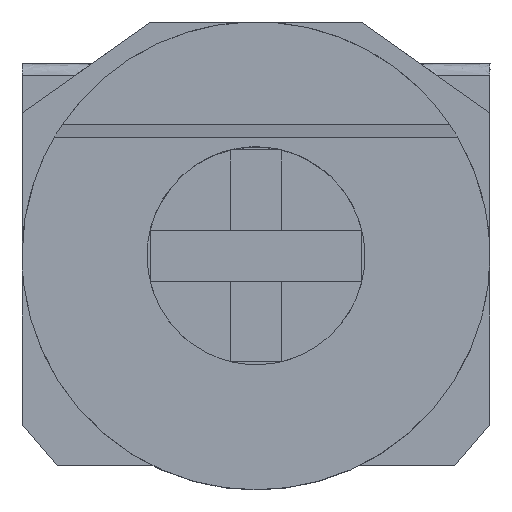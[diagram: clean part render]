
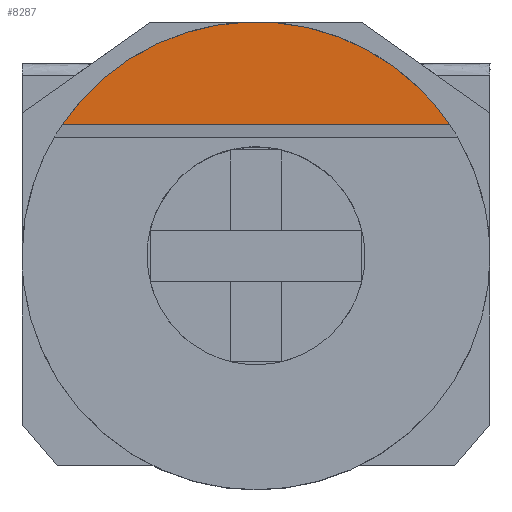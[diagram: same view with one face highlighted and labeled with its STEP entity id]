
A CAD part, top view. The second image highlights one B-rep face of the part: STEP entity #8287.
In plain terms, the highlighted planar face has unit normal (0, 0, 1).
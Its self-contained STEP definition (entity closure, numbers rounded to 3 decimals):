
#44 = ( BOUNDED_SURFACE() B_SPLINE_SURFACE(2,1,(
    (#45,#46)
    ,(#47,#48)
    ,(#49,#50)
    ,(#51,#52)
,(#53,#54
    )),.UNSPECIFIED.,.F.,.F.,.F.) B_SPLINE_SURFACE_WITH_KNOTS((3,2,3),(2
    ,2),(3.142,4.712,6.283),(0.,3.24),
.PIECEWISE_BEZIER_KNOTS.) GEOMETRIC_REPRESENTATION_ITEM() 
RATIONAL_B_SPLINE_SURFACE((
    (1.,1.)
    ,(0.707,0.707)
    ,(1.,1.)
    ,(0.707,0.707)
,(1.,1.))) REPRESENTATION_ITEM('') SURFACE() );
#45 = CARTESIAN_POINT('',(425.8,174.764,
    31.27));
#46 = CARTESIAN_POINT('',(425.8,174.764,
    28.03));
#47 = CARTESIAN_POINT('',(425.8,178.414,
    31.27));
#48 = CARTESIAN_POINT('',(425.8,178.414,
    28.03));
#49 = CARTESIAN_POINT('',(429.45,178.414,
    31.27));
#50 = CARTESIAN_POINT('',(429.45,178.414,
    28.03));
#51 = CARTESIAN_POINT('',(433.1,178.414,
    31.27));
#52 = CARTESIAN_POINT('',(433.1,178.414,
    28.03));
#53 = CARTESIAN_POINT('',(433.1,174.764,
    31.27));
#54 = CARTESIAN_POINT('',(433.1,174.764,
    28.03));
#201 = PLANE('',#202);
#202 = AXIS2_PLACEMENT_3D('',#203,#204,#205);
#203 = CARTESIAN_POINT('',(425.554,176.571,
    31.156));
#204 = DIRECTION('',(0.,0.986,0.164)
  );
#205 = DIRECTION('',(0.,-0.164,0.986)
  );
#338 = VERTEX_POINT('',#339);
#339 = CARTESIAN_POINT('',(432.47,176.814,
    29.7));
#384 = EDGE_CURVE('',#385,#338,#387,.T.);
#385 = VERTEX_POINT('',#386);
#386 = CARTESIAN_POINT('',(426.43,176.814,
    29.7));
#387 = SURFACE_CURVE('',#388,(#391,#397),.PCURVE_S1.);
#388 = B_SPLINE_CURVE_WITH_KNOTS('',1,(#389,#390),.UNSPECIFIED.,.F.,.F.,
  (2,2),(-6.04,0.),.PIECEWISE_BEZIER_KNOTS.);
#389 = CARTESIAN_POINT('',(426.43,176.814,
    29.7));
#390 = CARTESIAN_POINT('',(432.47,176.814,
    29.7));
#391 = PCURVE('',#201,#392);
#392 = DEFINITIONAL_REPRESENTATION('',(#393),#396);
#393 = B_SPLINE_CURVE_WITH_KNOTS('',1,(#394,#395),.UNSPECIFIED.,.F.,.F.,
  (2,2),(-6.04,0.),.PIECEWISE_BEZIER_KNOTS.);
#394 = CARTESIAN_POINT('',(-1.476,0.876));
#395 = CARTESIAN_POINT('',(-1.476,6.916));
#396 = ( GEOMETRIC_REPRESENTATION_CONTEXT(2) 
PARAMETRIC_REPRESENTATION_CONTEXT() REPRESENTATION_CONTEXT('2D SPACE',''
  ) );
#397 = PCURVE('',#398,#403);
#398 = PLANE('',#399);
#399 = AXIS2_PLACEMENT_3D('',#400,#401,#402);
#400 = CARTESIAN_POINT('',(425.706,178.694,
    29.7));
#401 = DIRECTION('',(0.,0.,1.));
#402 = DIRECTION('',(-1.,0.,0.));
#403 = DEFINITIONAL_REPRESENTATION('',(#404),#407);
#404 = B_SPLINE_CURVE_WITH_KNOTS('',1,(#405,#406),.UNSPECIFIED.,.F.,.F.,
  (2,2),(-6.04,0.),.PIECEWISE_BEZIER_KNOTS.);
#405 = CARTESIAN_POINT('',(-0.724,1.88));
#406 = CARTESIAN_POINT('',(-6.764,1.88));
#407 = ( GEOMETRIC_REPRESENTATION_CONTEXT(2) 
PARAMETRIC_REPRESENTATION_CONTEXT() REPRESENTATION_CONTEXT('2D SPACE',''
  ) );
#8287 = ADVANCED_FACE('',(#8288),#398,.T.);
#8288 = FACE_BOUND('',#8289,.T.);
#8289 = EDGE_LOOP('',(#8290,#8291));
#8290 = ORIENTED_EDGE('',*,*,#384,.T.);
#8291 = ORIENTED_EDGE('',*,*,#8292,.F.);
#8292 = EDGE_CURVE('',#385,#338,#8293,.T.);
#8293 = SURFACE_CURVE('',#8294,(#8300,#8309),.PCURVE_S1.);
#8294 = ( BOUNDED_CURVE() B_SPLINE_CURVE(2,(#8295,#8296,#8297,#8298,
#8299),.UNSPECIFIED.,.F.,.F.) B_SPLINE_CURVE_WITH_KNOTS((3,2,3),(0.,
3.557,7.113),.UNSPECIFIED.) CURVE() 
GEOMETRIC_REPRESENTATION_ITEM() RATIONAL_B_SPLINE_CURVE((1.,
0.884,1.,0.884,1.)) REPRESENTATION_ITEM('') );
#8295 = CARTESIAN_POINT('',(426.43,176.814,
    29.7));
#8296 = CARTESIAN_POINT('',(427.516,178.414,
    29.7));
#8297 = CARTESIAN_POINT('',(429.45,178.414,
    29.7));
#8298 = CARTESIAN_POINT('',(431.384,178.414,
    29.7));
#8299 = CARTESIAN_POINT('',(432.47,176.814,
    29.7));
#8300 = PCURVE('',#398,#8301);
#8301 = DEFINITIONAL_REPRESENTATION('',(#8302),#8308);
#8302 = ( BOUNDED_CURVE() B_SPLINE_CURVE(2,(#8303,#8304,#8305,#8306,
#8307),.UNSPECIFIED.,.F.,.F.) B_SPLINE_CURVE_WITH_KNOTS((3,2,3),(0.,
3.557,7.113),.UNSPECIFIED.) CURVE() 
GEOMETRIC_REPRESENTATION_ITEM() RATIONAL_B_SPLINE_CURVE((1.,
0.884,1.,0.884,1.)) REPRESENTATION_ITEM('') );
#8303 = CARTESIAN_POINT('',(-0.724,1.88));
#8304 = CARTESIAN_POINT('',(-1.81,0.28));
#8305 = CARTESIAN_POINT('',(-3.744,0.28));
#8306 = CARTESIAN_POINT('',(-5.678,0.28));
#8307 = CARTESIAN_POINT('',(-6.764,1.88));
#8308 = ( GEOMETRIC_REPRESENTATION_CONTEXT(2) 
PARAMETRIC_REPRESENTATION_CONTEXT() REPRESENTATION_CONTEXT('2D SPACE',''
  ) );
#8309 = PCURVE('',#44,#8310);
#8310 = DEFINITIONAL_REPRESENTATION('',(#8311),#8337);
#8311 = B_SPLINE_CURVE_WITH_KNOTS('',3,(#8312,#8313,#8314,#8315,#8316,
    #8317,#8318,#8319,#8320,#8321,#8322,#8323,#8324,#8325,#8326,#8327,
    #8328,#8329,#8330,#8331,#8332,#8333,#8334,#8335,#8336),
  .UNSPECIFIED.,.F.,.F.,(4,1,1,1,1,1,1,1,1,1,1,1,1,1,1,1,1,1,1,1,1,1,4),
  (0.,0.323,0.647,0.97,1.293,
    1.617,1.94,2.263,2.587,
    2.91,3.233,3.557,3.88,
    4.203,4.527,4.85,5.173,
    5.497,5.82,6.143,6.467,
    6.79,7.113),.QUASI_UNIFORM_KNOTS.);
#8312 = CARTESIAN_POINT('',(3.747,1.57));
#8313 = CARTESIAN_POINT('',(3.774,1.57));
#8314 = CARTESIAN_POINT('',(3.829,1.57));
#8315 = CARTESIAN_POINT('',(3.912,1.57));
#8316 = CARTESIAN_POINT('',(3.996,1.57));
#8317 = CARTESIAN_POINT('',(4.082,1.57));
#8318 = CARTESIAN_POINT('',(4.168,1.57));
#8319 = CARTESIAN_POINT('',(4.256,1.57));
#8320 = CARTESIAN_POINT('',(4.344,1.57));
#8321 = CARTESIAN_POINT('',(4.434,1.57));
#8322 = CARTESIAN_POINT('',(4.526,1.57));
#8323 = CARTESIAN_POINT('',(4.618,1.57));
#8324 = CARTESIAN_POINT('',(4.712,1.57));
#8325 = CARTESIAN_POINT('',(4.807,1.57));
#8326 = CARTESIAN_POINT('',(4.899,1.57));
#8327 = CARTESIAN_POINT('',(4.99,1.57));
#8328 = CARTESIAN_POINT('',(5.08,1.57));
#8329 = CARTESIAN_POINT('',(5.169,1.57));
#8330 = CARTESIAN_POINT('',(5.257,1.57));
#8331 = CARTESIAN_POINT('',(5.343,1.57));
#8332 = CARTESIAN_POINT('',(5.429,1.57));
#8333 = CARTESIAN_POINT('',(5.513,1.57));
#8334 = CARTESIAN_POINT('',(5.596,1.57));
#8335 = CARTESIAN_POINT('',(5.65,1.57));
#8336 = CARTESIAN_POINT('',(5.678,1.57));
#8337 = ( GEOMETRIC_REPRESENTATION_CONTEXT(2) 
PARAMETRIC_REPRESENTATION_CONTEXT() REPRESENTATION_CONTEXT('2D SPACE',''
  ) );
